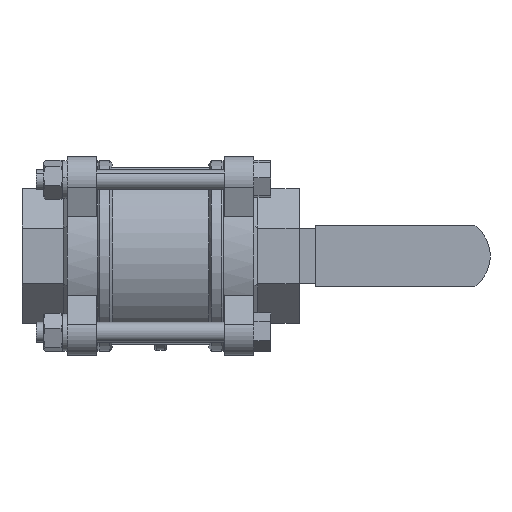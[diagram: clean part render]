
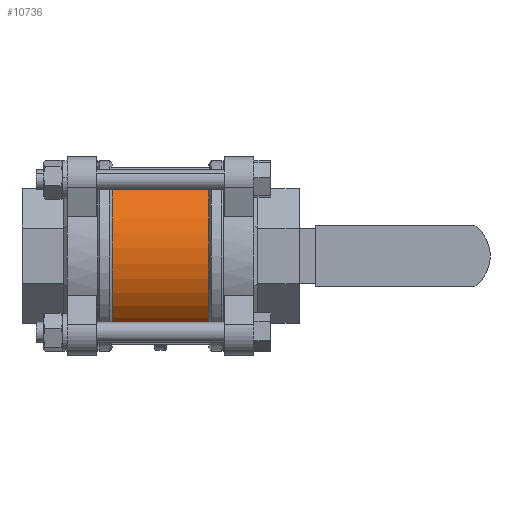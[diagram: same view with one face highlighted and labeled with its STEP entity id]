
A CAD part, front view. The second image highlights one B-rep face of the part: STEP entity #10736.
In plain terms, the highlighted cylindrical face has radius 46.15 mm (diameter 92.3 mm), a partial arc.
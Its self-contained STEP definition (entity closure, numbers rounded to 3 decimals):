
#1114 = VERTEX_POINT ( 'NONE', #4211 ) ;
#1534 = CARTESIAN_POINT ( 'NONE',  ( -45.204, -14.56, 43.793 ) ) ;
#4211 = CARTESIAN_POINT ( 'NONE',  ( -24.359, -14.56, -43.793 ) ) ;
#5079 = ORIENTED_EDGE ( 'NONE', *, *, #26492, .T. ) ;
#5148 = EDGE_CURVE ( 'NONE', #1114, #22357, #25082, .T. ) ;
#5525 = ORIENTED_EDGE ( 'NONE', *, *, #5148, .F. ) ;
#5564 = CARTESIAN_POINT ( 'NONE',  ( -24.359, 0., 0. ) ) ;
#6707 = AXIS2_PLACEMENT_3D ( 'NONE', #5564, #20162, #7686 ) ;
#7048 = DIRECTION ( 'NONE',  ( -1., 0., 0. ) ) ;
#7686 = DIRECTION ( 'NONE',  ( 0., 0., 1. ) ) ;
#8108 = CARTESIAN_POINT ( 'NONE',  ( -24.359, -14.56, 43.793 ) ) ;
#9168 = DIRECTION ( 'NONE',  ( 0., 0., 1. ) ) ;
#9251 = AXIS2_PLACEMENT_3D ( 'NONE', #19544, #7048, #9168 ) ;
#9269 = ORIENTED_EDGE ( 'NONE', *, *, #20869, .T. ) ;
#10163 = DIRECTION ( 'NONE',  ( -1., 0., 0. ) ) ;
#10194 = VECTOR ( 'NONE', #14099, 1000. ) ;
#10459 = CARTESIAN_POINT ( 'NONE',  ( 24.359, -14.56, -43.793 ) ) ;
#10736 = ADVANCED_FACE ( 'NONE', ( #22507 ), #11453, .T. ) ;
#11453 = CYLINDRICAL_SURFACE ( 'NONE', #9251, 46.15 ) ;
#11568 = AXIS2_PLACEMENT_3D ( 'NONE', #22614, #10163, #24728 ) ;
#12235 = CARTESIAN_POINT ( 'NONE',  ( -45.204, -14.56, -43.793 ) ) ;
#12602 = LINE ( 'NONE', #12235, #17528 ) ;
#13430 = CIRCLE ( 'NONE', #11568, 46.15 ) ;
#14099 = DIRECTION ( 'NONE',  ( -1., 0., 0. ) ) ;
#14688 = EDGE_LOOP ( 'NONE', ( #5525, #23624, #9269, #5079 ) ) ;
#16101 = VERTEX_POINT ( 'NONE', #10459 ) ;
#17032 = LINE ( 'NONE', #1534, #10194 ) ;
#17528 = VECTOR ( 'NONE', #26823, 1000. ) ;
#18278 = EDGE_CURVE ( 'NONE', #1114, #16101, #12602, .T. ) ;
#19544 = CARTESIAN_POINT ( 'NONE',  ( -45.204, 0., 0. ) ) ;
#20162 = DIRECTION ( 'NONE',  ( -1., 0., 0. ) ) ;
#20211 = VERTEX_POINT ( 'NONE', #23583 ) ;
#20869 = EDGE_CURVE ( 'NONE', #16101, #20211, #13430, .T. ) ;
#22357 = VERTEX_POINT ( 'NONE', #8108 ) ;
#22507 = FACE_OUTER_BOUND ( 'NONE', #14688, .T. ) ;
#22614 = CARTESIAN_POINT ( 'NONE',  ( 24.359, 0., 0. ) ) ;
#23583 = CARTESIAN_POINT ( 'NONE',  ( 24.359, -14.56, 43.793 ) ) ;
#23624 = ORIENTED_EDGE ( 'NONE', *, *, #18278, .T. ) ;
#24728 = DIRECTION ( 'NONE',  ( 0., 0., 1. ) ) ;
#25082 = CIRCLE ( 'NONE', #6707, 46.15 ) ;
#26492 = EDGE_CURVE ( 'NONE', #20211, #22357, #17032, .T. ) ;
#26823 = DIRECTION ( 'NONE',  ( 1., 0., 0. ) ) ;
